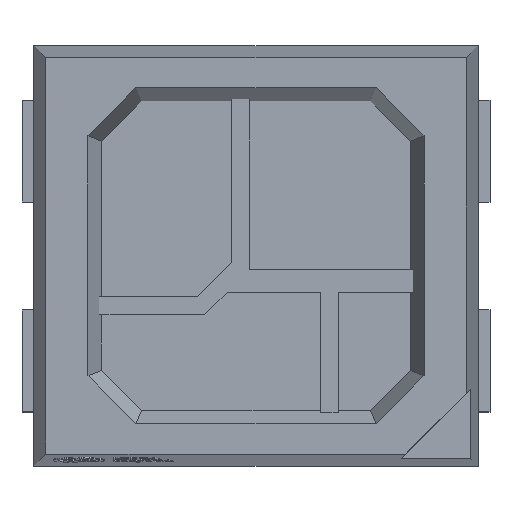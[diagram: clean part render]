
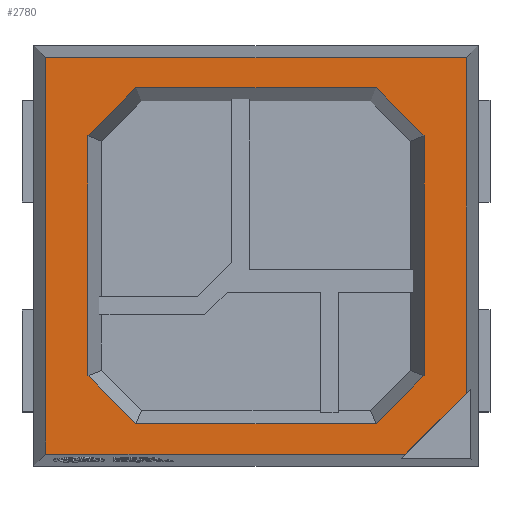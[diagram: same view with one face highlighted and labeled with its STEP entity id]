
A CAD part, top view. The second image highlights one B-rep face of the part: STEP entity #2780.
In plain terms, the highlighted planar face has unit normal (0, 0, 1).
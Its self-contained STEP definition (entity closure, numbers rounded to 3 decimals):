
#1151=VERTEX_POINT('',#1152);
#1152=CARTESIAN_POINT('',(1.159,-1.622,1.12));
#1158=EDGE_CURVE('',#1151,#1159,#1161,.F.);
#1159=VERTEX_POINT('',#1160);
#1160=CARTESIAN_POINT('',(-1.841,-1.622,1.12));
#1161=LINE('',#1162,#1163);
#1162=CARTESIAN_POINT('',(-1.939,-1.622,1.12));
#1163=VECTOR('',#1164,1.0);
#1164=DIRECTION('',(1.0,0.0,0.0));
#1781=VERTEX_POINT('',#1782);
#1782=CARTESIAN_POINT('',(0.911,1.43,1.12));
#1788=EDGE_CURVE('',#1781,#1789,#1791,.T.);
#1789=VERTEX_POINT('',#1790);
#1790=CARTESIAN_POINT('',(-1.089,1.43,1.12));
#1791=LINE('',#1792,#1793);
#1792=CARTESIAN_POINT('',(-1.089,1.43,1.12));
#1793=VECTOR('',#1794,1.0);
#1794=DIRECTION('',(-1.0,0.,0.0));
#1853=VERTEX_POINT('',#1854);
#1854=CARTESIAN_POINT('',(1.311,-0.97,1.12));
#1860=EDGE_CURVE('',#1853,#1861,#1863,.T.);
#1861=VERTEX_POINT('',#1862);
#1862=CARTESIAN_POINT('',(1.311,1.03,1.12));
#1863=LINE('',#1864,#1865);
#1864=CARTESIAN_POINT('',(1.311,-0.97,1.12));
#1865=VECTOR('',#1866,1.0);
#1866=DIRECTION('',(0.0,1.0,0.0));
#1925=VERTEX_POINT('',#1926);
#1926=CARTESIAN_POINT('',(-1.089,-1.37,1.12));
#1932=EDGE_CURVE('',#1925,#1933,#1935,.T.);
#1933=VERTEX_POINT('',#1934);
#1934=CARTESIAN_POINT('',(0.911,-1.37,1.12));
#1935=LINE('',#1936,#1937);
#1936=CARTESIAN_POINT('',(-1.089,-1.37,1.12));
#1937=VECTOR('',#1938,1.0);
#1938=DIRECTION('',(1.0,0.,0.0));
#1997=VERTEX_POINT('',#1998);
#1998=CARTESIAN_POINT('',(-1.489,1.03,1.12));
#2004=EDGE_CURVE('',#1997,#2005,#2007,.T.);
#2005=VERTEX_POINT('',#2006);
#2006=CARTESIAN_POINT('',(-1.489,-0.97,1.12));
#2007=LINE('',#2008,#2009);
#2008=CARTESIAN_POINT('',(-1.489,-0.97,1.12));
#2009=VECTOR('',#2010,1.0);
#2010=DIRECTION('',(0.,-1.0,0.0));
#2703=EDGE_CURVE('',#2704,#2706,#2708,.F.);
#2704=VERTEX_POINT('',#2705);
#2705=CARTESIAN_POINT('',(1.663,1.682,1.12));
#2706=VERTEX_POINT('',#2707);
#2707=CARTESIAN_POINT('',(1.663,-1.118,1.12));
#2708=LINE('',#2709,#2710);
#2709=CARTESIAN_POINT('',(1.663,-1.72,1.12));
#2710=VECTOR('',#2711,1.0);
#2711=DIRECTION('',(0.,1.0,0.0));
#2745=VERTEX_POINT('',#2746);
#2746=CARTESIAN_POINT('',(-1.841,1.682,1.12));
#2752=EDGE_CURVE('',#2745,#2704,#2753,.F.);
#2753=LINE('',#2754,#2755);
#2754=CARTESIAN_POINT('',(1.761,1.682,1.12));
#2755=VECTOR('',#2756,1.0);
#2756=DIRECTION('',(-1.0,0.0,0.0));
#2769=EDGE_CURVE('',#1159,#2745,#2770,.F.);
#2770=LINE('',#2771,#2772);
#2771=CARTESIAN_POINT('',(-1.841,1.78,1.12));
#2772=VECTOR('',#2773,1.0);
#2773=DIRECTION('',(0.,-1.0,0.0));
#2780=ADVANCED_FACE('',(#2781,#2793),#2823,.T.);
#2781=FACE_BOUND('',#2782,.T.);
#2782=EDGE_LOOP('',(#2783,#2789,#2790,#2791,#2792));
#2783=ORIENTED_EDGE('',*,*,#2784,.T.);
#2784=EDGE_CURVE('',#1151,#2706,#2785,.F.);
#2785=LINE('',#2786,#2787);
#2786=CARTESIAN_POINT('',(1.361,-1.42,1.12));
#2787=VECTOR('',#2788,1.0);
#2788=DIRECTION('',(-0.707,-0.707,0.0));
#2789=ORIENTED_EDGE('',*,*,#2703,.F.);
#2790=ORIENTED_EDGE('',*,*,#2752,.F.);
#2791=ORIENTED_EDGE('',*,*,#2769,.F.);
#2792=ORIENTED_EDGE('',*,*,#1158,.F.);
#2793=FACE_BOUND('',#2794,.T.);
#2794=EDGE_LOOP('',(#2795,#2796,#2802,#2803,#2809,#2810,#2816,#2817));
#2795=ORIENTED_EDGE('',*,*,#1788,.F.);
#2796=ORIENTED_EDGE('',*,*,#2797,.T.);
#2797=EDGE_CURVE('',#1781,#1861,#2798,.F.);
#2798=LINE('',#2799,#2800);
#2799=CARTESIAN_POINT('',(0.911,1.43,1.12));
#2800=VECTOR('',#2801,1.0);
#2801=DIRECTION('',(-0.707,0.707,0.0));
#2802=ORIENTED_EDGE('',*,*,#1860,.F.);
#2803=ORIENTED_EDGE('',*,*,#2804,.T.);
#2804=EDGE_CURVE('',#1853,#1933,#2805,.F.);
#2805=LINE('',#2806,#2807);
#2806=CARTESIAN_POINT('',(0.911,-1.37,1.12));
#2807=VECTOR('',#2808,1.0);
#2808=DIRECTION('',(0.707,0.707,0.0));
#2809=ORIENTED_EDGE('',*,*,#1932,.F.);
#2810=ORIENTED_EDGE('',*,*,#2811,.T.);
#2811=EDGE_CURVE('',#1925,#2005,#2812,.F.);
#2812=LINE('',#2813,#2814);
#2813=CARTESIAN_POINT('',(-1.489,-0.97,1.12));
#2814=VECTOR('',#2815,1.0);
#2815=DIRECTION('',(0.707,-0.707,0.0));
#2816=ORIENTED_EDGE('',*,*,#2004,.F.);
#2817=ORIENTED_EDGE('',*,*,#2818,.T.);
#2818=EDGE_CURVE('',#1997,#1789,#2819,.F.);
#2819=LINE('',#2820,#2821);
#2820=CARTESIAN_POINT('',(-1.489,1.03,1.12));
#2821=VECTOR('',#2822,1.0);
#2822=DIRECTION('',(-0.707,-0.707,0.0));
#2823=PLANE('',#2824);
#2824=AXIS2_PLACEMENT_3D('',#2825,#2826,#2827);
#2825=CARTESIAN_POINT('',(-0.089,0.03,1.12));
#2826=DIRECTION('',(0.0,0.0,1.0));
#2827=DIRECTION('',(1.0,0.0,0.0));
